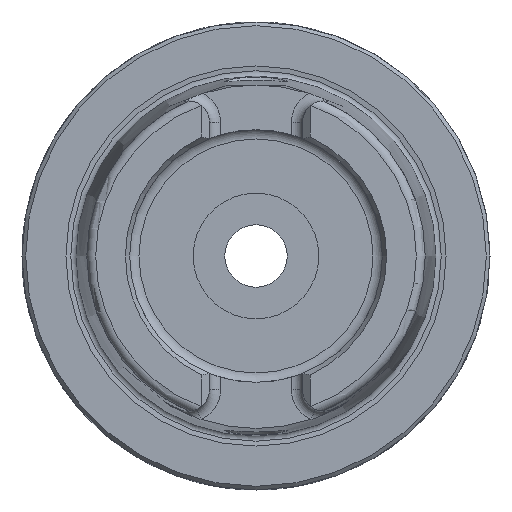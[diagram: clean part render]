
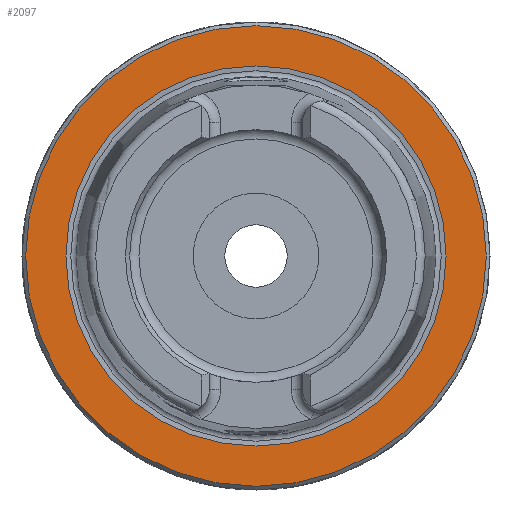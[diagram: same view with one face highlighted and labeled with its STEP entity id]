
A CAD part, left-side view. The second image highlights one B-rep face of the part: STEP entity #2097.
In plain terms, the highlighted planar face has unit normal (-1, 0, 0).
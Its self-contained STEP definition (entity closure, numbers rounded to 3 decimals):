
#116=FACE_BOUND('',#462,.T.);
#160=PLANE('',#2366);
#333=FACE_OUTER_BOUND('',#461,.T.);
#461=EDGE_LOOP('',(#1947));
#462=EDGE_LOOP('',(#1948));
#795=CIRCLE('',#2365,25.588);
#796=CIRCLE('',#2367,31.);
#1003=VERTEX_POINT('',#4479);
#1004=VERTEX_POINT('',#4483);
#1319=EDGE_CURVE('',#1003,#1003,#795,.T.);
#1320=EDGE_CURVE('',#1004,#1004,#796,.T.);
#1947=ORIENTED_EDGE('',*,*,#1320,.F.);
#1948=ORIENTED_EDGE('',*,*,#1319,.T.);
#2097=ADVANCED_FACE('',(#333,#116),#160,.T.);
#2365=AXIS2_PLACEMENT_3D('',#4481,#2959,#2960);
#2366=AXIS2_PLACEMENT_3D('',#4482,#2961,#2962);
#2367=AXIS2_PLACEMENT_3D('',#4484,#2963,#2964);
#2959=DIRECTION('center_axis',(1.,0.,0.));
#2960=DIRECTION('ref_axis',(0.,0.,-1.));
#2961=DIRECTION('center_axis',(-1.,0.,0.));
#2962=DIRECTION('ref_axis',(0.,0.,1.));
#2963=DIRECTION('center_axis',(1.,0.,0.));
#2964=DIRECTION('ref_axis',(0.,0.,-1.));
#4479=CARTESIAN_POINT('',(0.,-25.588,0.));
#4481=CARTESIAN_POINT('Origin',(0.,0.,0.));
#4482=CARTESIAN_POINT('Origin',(0.,31.,0.));
#4483=CARTESIAN_POINT('',(0.,-31.,0.));
#4484=CARTESIAN_POINT('Origin',(0.,0.,0.));
